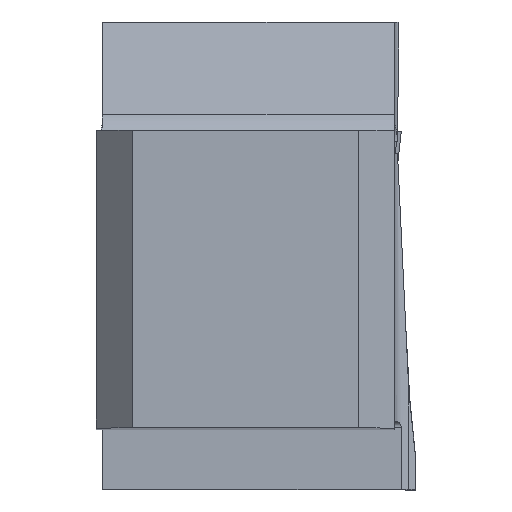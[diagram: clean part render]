
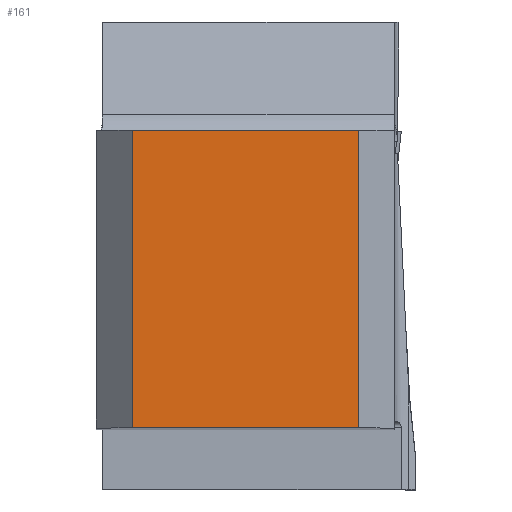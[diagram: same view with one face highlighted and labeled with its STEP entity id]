
A CAD part, top view. The second image highlights one B-rep face of the part: STEP entity #161.
In plain terms, the highlighted planar face has unit normal (0, 0, 1).
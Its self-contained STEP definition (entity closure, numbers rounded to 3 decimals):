
#161=ADVANCED_FACE('CU_BACK_SU1',(#294),#230,.F.);
#230=PLANE('',#1705);
#294=FACE_OUTER_BOUND('',#371,.T.);
#371=EDGE_LOOP('',(#625,#626,#627,#628));
#625=ORIENTED_EDGE('',*,*,#1173,.F.);
#626=ORIENTED_EDGE('',*,*,#1136,.F.);
#627=ORIENTED_EDGE('',*,*,#1174,.T.);
#628=ORIENTED_EDGE('',*,*,#1169,.T.);
#978=VERTEX_POINT('',#2388);
#979=VERTEX_POINT('',#2390);
#997=VERTEX_POINT('',#2508);
#998=VERTEX_POINT('',#2510);
#1136=EDGE_CURVE('',#978,#979,#1324,.T.);
#1169=EDGE_CURVE('',#998,#997,#1346,.T.);
#1173=EDGE_CURVE('',#979,#997,#1349,.T.);
#1174=EDGE_CURVE('',#978,#998,#1350,.T.);
#1324=LINE('',#2389,#1476);
#1346=LINE('',#2509,#1498);
#1349=LINE('',#2516,#1501);
#1350=LINE('',#2517,#1502);
#1476=VECTOR('',#1894,1.);
#1498=VECTOR('',#1948,1.);
#1501=VECTOR('',#1955,1.);
#1502=VECTOR('',#1956,1.);
#1705=AXIS2_PLACEMENT_3D('',#2518,#1957,#1958);
#1894=DIRECTION('',(1.,0.,0.));
#1948=DIRECTION('',(1.,0.,0.));
#1955=DIRECTION('',(0.,-1.,0.));
#1956=DIRECTION('',(0.,-1.,0.));
#1957=DIRECTION('',(0.,0.,-1.));
#1958=DIRECTION('',(1.,0.,0.));
#2388=CARTESIAN_POINT('',(3.,24.925,0.));
#2389=CARTESIAN_POINT('',(110.,24.925,0.));
#2390=CARTESIAN_POINT('',(21.925,24.925,0.));
#2508=CARTESIAN_POINT('',(21.925,0.,0.));
#2509=CARTESIAN_POINT('',(110.,0.,0.));
#2510=CARTESIAN_POINT('',(3.,0.,0.));
#2516=CARTESIAN_POINT('',(21.925,0.,0.));
#2517=CARTESIAN_POINT('',(3.,0.,0.));
#2518=CARTESIAN_POINT('',(-23.246,44.925,0.));
